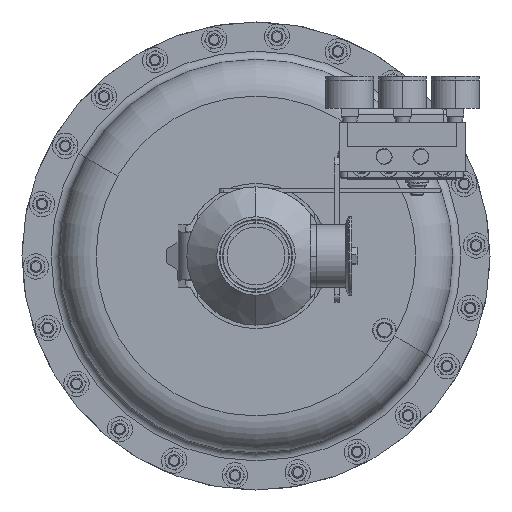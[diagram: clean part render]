
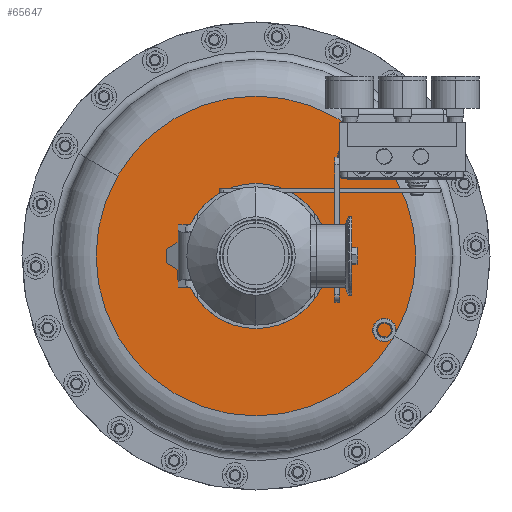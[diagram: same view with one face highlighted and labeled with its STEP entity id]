
A CAD part, front view. The second image highlights one B-rep face of the part: STEP entity #65647.
In plain terms, the highlighted planar face has unit normal (0, -1, 0).
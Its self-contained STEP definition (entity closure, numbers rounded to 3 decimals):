
#280 = VERTEX_POINT ( 'NONE', #24287 ) ;
#11981 = CARTESIAN_POINT ( 'NONE',  ( 0., 9.66, 0. ) ) ;
#14773 = DIRECTION ( 'NONE',  ( 0.866, 0., -0.5 ) ) ;
#16922 = CIRCLE ( 'NONE', #111544, 5.125 ) ;
#19352 = AXIS2_PLACEMENT_3D ( 'NONE', #111594, #35112, #77291 ) ;
#24287 = CARTESIAN_POINT ( 'NONE',  ( -4.438, 9.66, 2.563 ) ) ;
#31799 = CARTESIAN_POINT ( 'NONE',  ( 0., 9.66, 0. ) ) ;
#32167 = DIRECTION ( 'NONE',  ( 0., 1., 0. ) ) ;
#35112 = DIRECTION ( 'NONE',  ( 0., -1., 0. ) ) ;
#54191 = EDGE_LOOP ( 'NONE', ( #94916, #65622 ) ) ;
#65622 = ORIENTED_EDGE ( 'NONE', *, *, #99805, .F. ) ;
#65647 = ADVANCED_FACE ( 'NONE', ( #97254 ), #78748, .T. ) ;
#71240 = EDGE_CURVE ( 'NONE', #100181, #280, #16922, .T. ) ;
#72301 = DIRECTION ( 'NONE',  ( 0., 1., 0. ) ) ;
#77291 = DIRECTION ( 'NONE',  ( -0.866, 0., 0.5 ) ) ;
#78748 = PLANE ( 'NONE',  #19352 ) ;
#79224 = AXIS2_PLACEMENT_3D ( 'NONE', #31799, #32167, #14773 ) ;
#81309 = DIRECTION ( 'NONE',  ( 0.866, 0., -0.5 ) ) ;
#94916 = ORIENTED_EDGE ( 'NONE', *, *, #71240, .F. ) ;
#97254 = FACE_OUTER_BOUND ( 'NONE', #54191, .T. ) ;
#97783 = CIRCLE ( 'NONE', #79224, 5.125 ) ;
#99805 = EDGE_CURVE ( 'NONE', #280, #100181, #97783, .T. ) ;
#100181 = VERTEX_POINT ( 'NONE', #108168 ) ;
#108168 = CARTESIAN_POINT ( 'NONE',  ( 4.438, 9.66, -2.562 ) ) ;
#111544 = AXIS2_PLACEMENT_3D ( 'NONE', #11981, #72301, #81309 ) ;
#111594 = CARTESIAN_POINT ( 'NONE',  ( -2.563, 9.66, -4.438 ) ) ;
